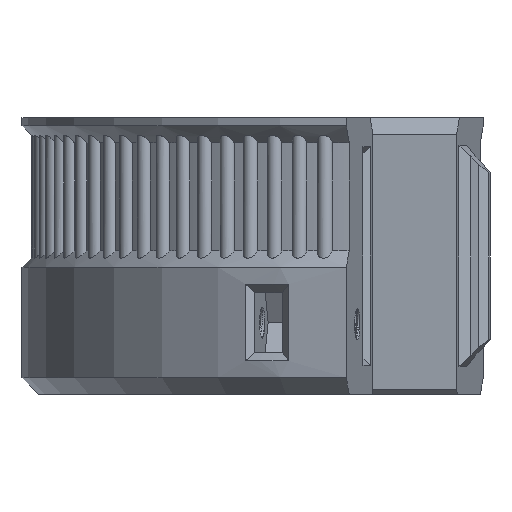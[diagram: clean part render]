
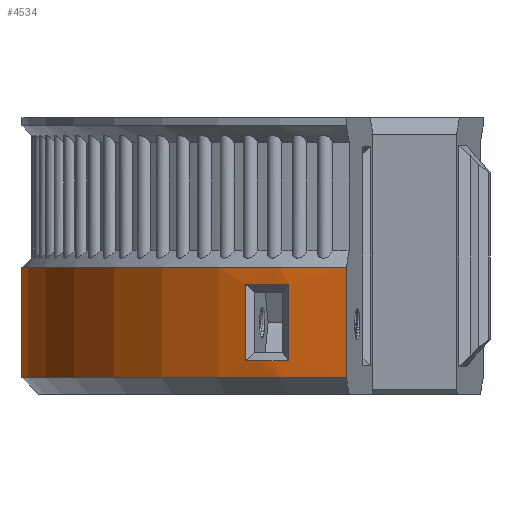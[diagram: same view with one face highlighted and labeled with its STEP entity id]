
A CAD part, left-side view. The second image highlights one B-rep face of the part: STEP entity #4534.
In plain terms, the highlighted cylindrical face has radius 47 mm (diameter 94 mm), a partial arc.
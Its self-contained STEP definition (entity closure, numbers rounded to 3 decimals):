
#16=FACE_BOUND('',#499,.T.);
#17=FACE_BOUND('',#500,.T.);
#247=FACE_OUTER_BOUND('',#498,.T.);
#498=EDGE_LOOP('',(#3419,#3420,#3421,#3422));
#499=EDGE_LOOP('',(#3423));
#500=EDGE_LOOP('',(#3424,#3425,#3426,#3427));
#844=B_SPLINE_CURVE_WITH_KNOTS('',3,(#10581,#10582,#10583,#10584,#10585,
#10586,#10587,#10588,#10589,#10590,#10591,#10592,#10593,#10594,#10595,#10596,
#10597,#10598,#10599,#10600,#10601,#10602,#10603,#10604,#10605,#10606,#10607,
#10608,#10609,#10610,#10611,#10612,#10613,#10614,#10615,#10616,#10617,#10618,
#10619,#10620,#10621),.UNSPECIFIED.,.T.,.F.,(4,2,2,2,1,1,1,1,1,1,1,1,1,
1,1,1,1,1,1,1,1,1,1,1,1,1,1,2,2,2,2,4),(0.,0.064,0.128,
0.256,0.552,0.7,0.848,
1.033,1.07,1.144,1.218,1.292,
1.366,1.44,1.514,1.551,1.588,
1.662,1.736,1.81,1.884,2.032,
2.106,2.18,2.254,2.328,2.476,
2.624,2.857,2.985,3.049,3.113),
 .UNSPECIFIED.);
#881=CIRCLE('',#4733,47.);
#948=CIRCLE('',#4866,47.);
#949=CIRCLE('',#4867,47.);
#950=CIRCLE('',#4868,47.);
#1195=LINE('',#10576,#1509);
#1196=LINE('',#10579,#1510);
#1197=LINE('',#10626,#1511);
#1198=LINE('',#10629,#1512);
#1509=VECTOR('',#5625,10.);
#1510=VECTOR('',#5628,10.);
#1511=VECTOR('',#5631,10.);
#1512=VECTOR('',#5634,10.);
#1769=VERTEX_POINT('',#7507);
#1770=VERTEX_POINT('',#7511);
#1998=VERTEX_POINT('',#10575);
#1999=VERTEX_POINT('',#10577);
#2000=VERTEX_POINT('',#10580);
#2001=VERTEX_POINT('',#10622);
#2002=VERTEX_POINT('',#10623);
#2003=VERTEX_POINT('',#10625);
#2004=VERTEX_POINT('',#10627);
#2264=EDGE_CURVE('',#1769,#1770,#881,.T.);
#2563=EDGE_CURVE('',#1998,#1769,#1195,.T.);
#2564=EDGE_CURVE('',#1999,#1998,#948,.T.);
#2565=EDGE_CURVE('',#1770,#1999,#1196,.T.);
#2566=EDGE_CURVE('',#2000,#2000,#844,.T.);
#2567=EDGE_CURVE('',#2001,#2002,#949,.T.);
#2568=EDGE_CURVE('',#2003,#2001,#1197,.T.);
#2569=EDGE_CURVE('',#2004,#2003,#950,.T.);
#2570=EDGE_CURVE('',#2002,#2004,#1198,.T.);
#3419=ORIENTED_EDGE('',*,*,#2264,.F.);
#3420=ORIENTED_EDGE('',*,*,#2563,.F.);
#3421=ORIENTED_EDGE('',*,*,#2564,.F.);
#3422=ORIENTED_EDGE('',*,*,#2565,.F.);
#3423=ORIENTED_EDGE('',*,*,#2566,.F.);
#3424=ORIENTED_EDGE('',*,*,#2567,.F.);
#3425=ORIENTED_EDGE('',*,*,#2568,.F.);
#3426=ORIENTED_EDGE('',*,*,#2569,.F.);
#3427=ORIENTED_EDGE('',*,*,#2570,.F.);
#4363=CYLINDRICAL_SURFACE('',#4865,47.);
#4534=ADVANCED_FACE('',(#247,#16,#17),#4363,.T.);
#4733=AXIS2_PLACEMENT_3D('',#7512,#5246,#5247);
#4865=AXIS2_PLACEMENT_3D('',#10574,#5623,#5624);
#4866=AXIS2_PLACEMENT_3D('',#10578,#5626,#5627);
#4867=AXIS2_PLACEMENT_3D('',#10624,#5629,#5630);
#4868=AXIS2_PLACEMENT_3D('',#10628,#5632,#5633);
#5246=DIRECTION('center_axis',(0.,0.,
1.));
#5247=DIRECTION('ref_axis',(-0.984,0.178,0.));
#5623=DIRECTION('center_axis',(0.,0.,
1.));
#5624=DIRECTION('ref_axis',(-0.984,0.178,0.));
#5625=DIRECTION('',(0.,0.,1.));
#5626=DIRECTION('center_axis',(0.,0.,
-1.));
#5627=DIRECTION('ref_axis',(-0.984,0.178,0.));
#5628=DIRECTION('',(0.,0.,-1.));
#5629=DIRECTION('center_axis',(0.,0.,
-1.));
#5630=DIRECTION('ref_axis',(-0.984,0.178,0.));
#5631=DIRECTION('',(0.,0.,1.));
#5632=DIRECTION('center_axis',(0.,0.,
1.));
#5633=DIRECTION('ref_axis',(-0.984,0.178,0.));
#5634=DIRECTION('',(0.,0.,-1.));
#7507=CARTESIAN_POINT('',(-308.621,371.903,15.15));
#7511=CARTESIAN_POINT('',(-401.192,388.226,15.15));
#7512=CARTESIAN_POINT('Origin',(-354.941,379.867,15.15));
#10574=CARTESIAN_POINT('Origin',(-354.941,379.867,0.));
#10575=CARTESIAN_POINT('',(-308.621,371.903,2.));
#10576=CARTESIAN_POINT('',(-308.621,371.903,0.));
#10577=CARTESIAN_POINT('',(-401.192,388.226,2.));
#10578=CARTESIAN_POINT('Origin',(-354.941,379.867,2.));
#10579=CARTESIAN_POINT('',(-401.192,388.226,0.));
#10580=CARTESIAN_POINT('',(-315.403,405.279,8.575));
#10581=CARTESIAN_POINT('Ctrl Pts',(-315.403,405.279,8.575));
#10582=CARTESIAN_POINT('Ctrl Pts',(-315.403,405.279,8.977));
#10583=CARTESIAN_POINT('Ctrl Pts',(-315.371,405.23,9.382));
#10584=CARTESIAN_POINT('Ctrl Pts',(-315.253,405.044,10.151));
#10585=CARTESIAN_POINT('Ctrl Pts',(-315.166,404.907,10.513));
#10586=CARTESIAN_POINT('Ctrl Pts',(-314.857,404.413,11.494));
#10587=CARTESIAN_POINT('Ctrl Pts',(-314.59,403.972,12.008));
#10588=CARTESIAN_POINT('Ctrl Pts',(-313.763,402.557,13.255));
#10589=CARTESIAN_POINT('Ctrl Pts',(-312.827,400.804,13.908));
#10590=CARTESIAN_POINT('Ctrl Pts',(-311.807,398.562,14.113));
#10591=CARTESIAN_POINT('Ctrl Pts',(-311.092,396.826,14.022));
#10592=CARTESIAN_POINT('Ctrl Pts',(-310.563,395.37,13.746));
#10593=CARTESIAN_POINT('Ctrl Pts',(-310.192,394.242,13.404));
#10594=CARTESIAN_POINT('Ctrl Pts',(-309.971,393.542,13.154));
#10595=CARTESIAN_POINT('Ctrl Pts',(-309.728,392.713,12.782));
#10596=CARTESIAN_POINT('Ctrl Pts',(-309.51,391.92,12.34));
#10597=CARTESIAN_POINT('Ctrl Pts',(-309.294,391.075,11.737));
#10598=CARTESIAN_POINT('Ctrl Pts',(-309.096,390.236,10.884));
#10599=CARTESIAN_POINT('Ctrl Pts',(-308.97,389.651,9.834));
#10600=CARTESIAN_POINT('Ctrl Pts',(-308.93,389.457,8.704));
#10601=CARTESIAN_POINT('Ctrl Pts',(-308.953,389.573,7.527));
#10602=CARTESIAN_POINT('Ctrl Pts',(-309.071,390.125,6.414));
#10603=CARTESIAN_POINT('Ctrl Pts',(-309.264,390.953,5.516));
#10604=CARTESIAN_POINT('Ctrl Pts',(-309.48,391.805,4.882));
#10605=CARTESIAN_POINT('Ctrl Pts',(-309.767,392.862,4.276));
#10606=CARTESIAN_POINT('Ctrl Pts',(-310.103,393.98,3.818));
#10607=CARTESIAN_POINT('Ctrl Pts',(-310.479,395.112,3.487));
#10608=CARTESIAN_POINT('Ctrl Pts',(-310.782,395.967,3.296));
#10609=CARTESIAN_POINT('Ctrl Pts',(-311.101,396.817,3.162));
#10610=CARTESIAN_POINT('Ctrl Pts',(-311.544,397.93,3.063));
#10611=CARTESIAN_POINT('Ctrl Pts',(-312.113,399.255,3.068));
#10612=CARTESIAN_POINT('Ctrl Pts',(-312.668,400.42,3.257));
#10613=CARTESIAN_POINT('Ctrl Pts',(-313.404,401.883,3.672));
#10614=CARTESIAN_POINT('Ctrl Pts',(-313.887,402.767,4.08));
#10615=CARTESIAN_POINT('Ctrl Pts',(-314.59,403.972,5.142));
#10616=CARTESIAN_POINT('Ctrl Pts',(-314.857,404.413,5.655));
#10617=CARTESIAN_POINT('Ctrl Pts',(-315.166,404.907,6.637));
#10618=CARTESIAN_POINT('Ctrl Pts',(-315.253,405.044,6.999));
#10619=CARTESIAN_POINT('Ctrl Pts',(-315.371,405.23,7.768));
#10620=CARTESIAN_POINT('Ctrl Pts',(-315.403,405.279,8.173));
#10621=CARTESIAN_POINT('Ctrl Pts',(-315.403,405.279,8.575));
#10622=CARTESIAN_POINT('',(-399.409,395.084,13.15));
#10623=CARTESIAN_POINT('',(-397.293,400.247,13.15));
#10624=CARTESIAN_POINT('Origin',(-354.941,379.867,13.15));
#10625=CARTESIAN_POINT('',(-399.409,395.084,4.));
#10626=CARTESIAN_POINT('',(-399.409,395.084,0.));
#10627=CARTESIAN_POINT('',(-397.293,400.247,4.));
#10628=CARTESIAN_POINT('Origin',(-354.941,379.867,4.));
#10629=CARTESIAN_POINT('',(-397.293,400.247,0.));
